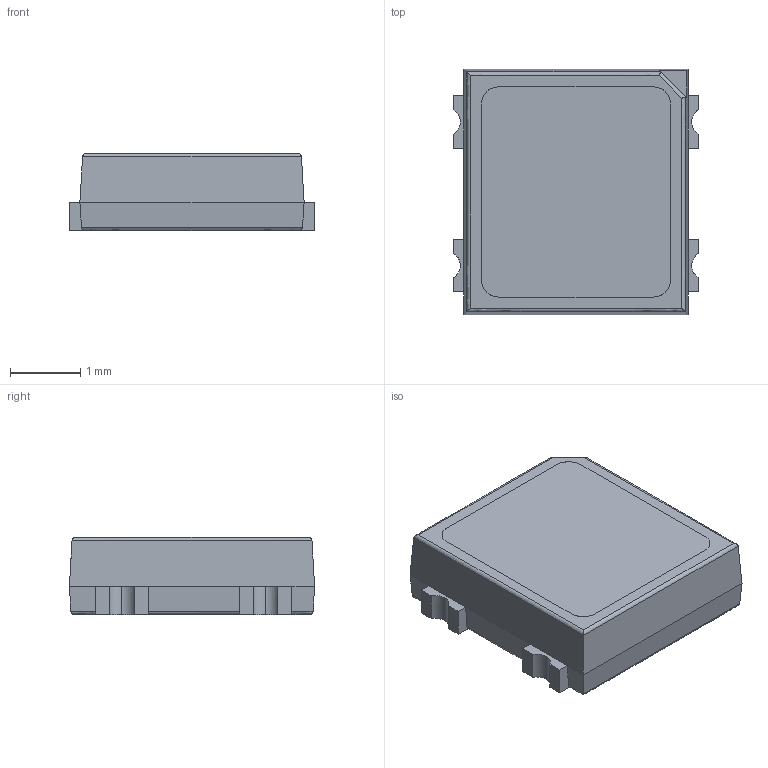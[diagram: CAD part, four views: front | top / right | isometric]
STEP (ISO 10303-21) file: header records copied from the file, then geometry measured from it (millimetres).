
FILE_DESCRIPTION(/* description */ (''),/* implementation_level */ '2;1');
FILE_NAME(/* name */ 'PLCC4',/* time_stamp */ '2013-07-01T10:56:57+02:00',/* author */ (''),/* organization */ (''),/* preprocessor_version */ 'ST-DEVELOPER v14',/* originating_system */ '',/* authorisation */ '');
FILE_SCHEMA (('AUTOMOTIVE_DESIGN'));
Length unit declared in the file: millimetre
Products named in the file (1): Document
Bounding box: 3.5 x 3.5 x 1.1 mm (x, y, z)
Volume: 12.2 mm3; surface area: 79.5 mm2
Topology: 7 solids, 7 shells, 118 faces, 306 edges, 195 vertices
Faces by surface type: plane 65, bspline 53
Entity records: 7893 total; most frequent: CARTESIAN_POINT 3870, B_SPLINE_CURVE_WITH_KNOTS 737, ORIENTED_EDGE 612, PCURVE 612, DEFINITIONAL_REPRESENTATION 612, SURFACE_CURVE 306, EDGE_CURVE 306, VERTEX_POINT 195
